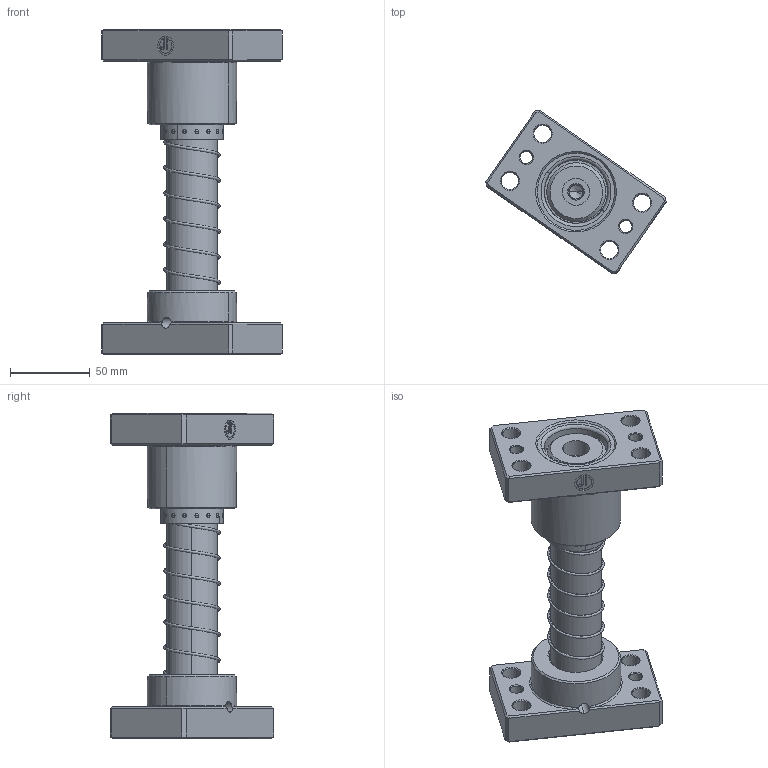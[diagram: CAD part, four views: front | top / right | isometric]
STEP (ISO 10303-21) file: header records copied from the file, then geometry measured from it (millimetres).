
FILE_DESCRIPTION (( 'STEP AP214' ), '1' );
FILE_NAME ('HJKP-D32-L170.STEP', '2021-09-24T00:54:10', ( 'User' ), ( 'china' ), 'SwSTEP 2.0', 'SolidWorks 2016', '' );
FILE_SCHEMA (( 'AUTOMOTIVE_DESIGN' ));
Length unit declared in the file: millimetre
Products named in the file (9): SABP-D32傍杶; SABP-D32; MGMK-D32-L170; HJKP-D32-L170; HYAK嘐隅結輸-PD32; MGHP-D32; BJ-39.5-32.5-L60; HWP-D35.7-d32.5-L130
Assembly tree (8 placements, depth 3):
  HJKP-D32-L170
    MGMK-D32-L170
    SABP-D32
      SABP-D32
      SABP-D32傍杶
    HWP-D35.7-d32.5-L130
    BJ-39.5-32.5-L60
    MGHP-D32
    HYAK嘐隅結輸-PD32
Bounding box: 112.95 x 102.36 x 204.11 mm (x, y, z)
Volume: 428967.5 mm3; surface area: 121331.7 mm2
Topology: 7 solids, 7 shells, 760 faces, 1631 edges, 1124 vertices
Faces by surface type: sphere 512, plane 80, cone 72, cylinder 70, bspline 14, torus 12
Entity records: 39691 total; most frequent: CARTESIAN_POINT 17319, DIRECTION 3321, ORIENTED_EDGE 3246, EDGE_CURVE 1623, AXIS2_PLACEMENT_3D 1508, VERTEX_POINT 1124, EDGE_LOOP 1043, FACE_OUTER_BOUND 760
